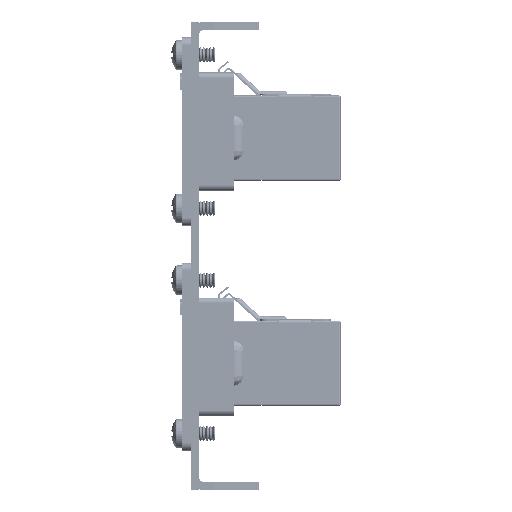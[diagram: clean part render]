
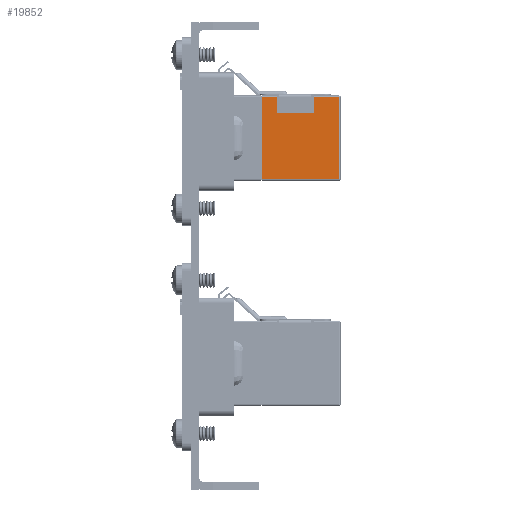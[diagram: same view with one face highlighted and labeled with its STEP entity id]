
A CAD part, left-side view. The second image highlights one B-rep face of the part: STEP entity #19852.
In plain terms, the highlighted planar face has unit normal (-1, 0, 0).
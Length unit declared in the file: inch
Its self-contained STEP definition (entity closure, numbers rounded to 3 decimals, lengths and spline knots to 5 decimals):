
#1296 = EDGE_CURVE ( 'NONE', #21133, #2084, #66243, .T. ) ;
#1539 = VERTEX_POINT ( 'NONE', #83198 ) ;
#2084 = VERTEX_POINT ( 'NONE', #15634 ) ;
#2908 = EDGE_LOOP ( 'NONE', ( #38684, #75328, #63097, #52784, #3610, #73981, #50166, #89922 ) ) ;
#3610 = ORIENTED_EDGE ( 'NONE', *, *, #1296, .T. ) ;
#3616 = DIRECTION ( 'NONE',  ( 0., 0., 1. ) ) ;
#4219 = LINE ( 'NONE', #76048, #62088 ) ;
#5040 = CARTESIAN_POINT ( 'NONE',  ( -0.2874, -0.00197, 0.31693 ) ) ;
#7101 = DIRECTION ( 'NONE',  ( 0., 0., -1. ) ) ;
#9488 = CARTESIAN_POINT ( 'NONE',  ( -0.2874, -0.57874, -0.30512 ) ) ;
#9753 = LINE ( 'NONE', #25342, #46921 ) ;
#10050 = EDGE_CURVE ( 'NONE', #1539, #15386, #4219, .T. ) ;
#12550 = CARTESIAN_POINT ( 'NONE',  ( -0.2874, -0.38924, 0.18701 ) ) ;
#15386 = VERTEX_POINT ( 'NONE', #42712 ) ;
#15634 = CARTESIAN_POINT ( 'NONE',  ( -0.2874, -0.57874, 0.30512 ) ) ;
#16475 = EDGE_CURVE ( 'NONE', #15386, #72726, #83993, .T. ) ;
#19852 = ADVANCED_FACE ( 'NONE', ( #42163 ), #69638, .F. ) ;
#20284 = LINE ( 'NONE', #88908, #57345 ) ;
#21133 = VERTEX_POINT ( 'NONE', #9488 ) ;
#21369 = CARTESIAN_POINT ( 'NONE',  ( -0.2874, -0.38924, 0.30512 ) ) ;
#21726 = EDGE_CURVE ( 'NONE', #62575, #34657, #65931, .T. ) ;
#24081 = CARTESIAN_POINT ( 'NONE',  ( -0.2874, -0.38924, 0.31693 ) ) ;
#24782 = CARTESIAN_POINT ( 'NONE',  ( -0.2874, 0.59055, 0.30512 ) ) ;
#25342 = CARTESIAN_POINT ( 'NONE',  ( -0.2874, 0.59055, -0.30512 ) ) ;
#27871 = CARTESIAN_POINT ( 'NONE',  ( -0.2874, 0.59055, -0.31693 ) ) ;
#28858 = LINE ( 'NONE', #12550, #45191 ) ;
#34657 = VERTEX_POINT ( 'NONE', #72542 ) ;
#37255 = AXIS2_PLACEMENT_3D ( 'NONE', #27871, #48887, #7101 ) ;
#38684 = ORIENTED_EDGE ( 'NONE', *, *, #10050, .T. ) ;
#40724 = DIRECTION ( 'NONE',  ( 0., 1., 0. ) ) ;
#42163 = FACE_OUTER_BOUND ( 'NONE', #2908, .T. ) ;
#42712 = CARTESIAN_POINT ( 'NONE',  ( -0.2874, -0.11487, 0.30512 ) ) ;
#43736 = VERTEX_POINT ( 'NONE', #43742 ) ;
#43742 = CARTESIAN_POINT ( 'NONE',  ( -0.2874, -0.00197, -0.30512 ) ) ;
#44666 = VECTOR ( 'NONE', #45808, 39.37008 ) ;
#45191 = VECTOR ( 'NONE', #54350, 39.37008 ) ;
#45409 = DIRECTION ( 'NONE',  ( 0., 0., -1. ) ) ;
#45808 = DIRECTION ( 'NONE',  ( 0., 1., 0. ) ) ;
#46290 = EDGE_CURVE ( 'NONE', #43736, #72726, #55099, .T. ) ;
#46845 = DIRECTION ( 'NONE',  ( 0., 0., 1. ) ) ;
#46848 = EDGE_CURVE ( 'NONE', #34657, #1539, #28858, .T. ) ;
#46921 = VECTOR ( 'NONE', #74144, 39.37008 ) ;
#47418 = VECTOR ( 'NONE', #45409, 39.37008 ) ;
#47740 = VECTOR ( 'NONE', #3616, 39.37008 ) ;
#48887 = DIRECTION ( 'NONE',  ( 1., 0., 0. ) ) ;
#50166 = ORIENTED_EDGE ( 'NONE', *, *, #21726, .T. ) ;
#52784 = ORIENTED_EDGE ( 'NONE', *, *, #66715, .T. ) ;
#54350 = DIRECTION ( 'NONE',  ( 0., 1., 0. ) ) ;
#55099 = LINE ( 'NONE', #5040, #90018 ) ;
#57345 = VECTOR ( 'NONE', #40724, 39.37008 ) ;
#59096 = EDGE_CURVE ( 'NONE', #2084, #62575, #20284, .T. ) ;
#62088 = VECTOR ( 'NONE', #83073, 39.37008 ) ;
#62575 = VERTEX_POINT ( 'NONE', #21369 ) ;
#63097 = ORIENTED_EDGE ( 'NONE', *, *, #46290, .F. ) ;
#65931 = LINE ( 'NONE', #24081, #47418 ) ;
#66243 = LINE ( 'NONE', #66427, #47740 ) ;
#66427 = CARTESIAN_POINT ( 'NONE',  ( -0.2874, -0.57874, -0.31693 ) ) ;
#66715 = EDGE_CURVE ( 'NONE', #43736, #21133, #9753, .T. ) ;
#69638 = PLANE ( 'NONE',  #37255 ) ;
#72237 = CARTESIAN_POINT ( 'NONE',  ( -0.2874, -0.00197, 0.30512 ) ) ;
#72542 = CARTESIAN_POINT ( 'NONE',  ( -0.2874, -0.38924, 0.18701 ) ) ;
#72726 = VERTEX_POINT ( 'NONE', #72237 ) ;
#73981 = ORIENTED_EDGE ( 'NONE', *, *, #59096, .T. ) ;
#74144 = DIRECTION ( 'NONE',  ( 0., -1., 0. ) ) ;
#75328 = ORIENTED_EDGE ( 'NONE', *, *, #16475, .T. ) ;
#76048 = CARTESIAN_POINT ( 'NONE',  ( -0.2874, -0.11487, 0.31693 ) ) ;
#83073 = DIRECTION ( 'NONE',  ( 0., 0., 1. ) ) ;
#83198 = CARTESIAN_POINT ( 'NONE',  ( -0.2874, -0.11487, 0.18701 ) ) ;
#83993 = LINE ( 'NONE', #24782, #44666 ) ;
#88908 = CARTESIAN_POINT ( 'NONE',  ( -0.2874, 0.59055, 0.30512 ) ) ;
#89922 = ORIENTED_EDGE ( 'NONE', *, *, #46848, .T. ) ;
#90018 = VECTOR ( 'NONE', #46845, 39.37008 ) ;
